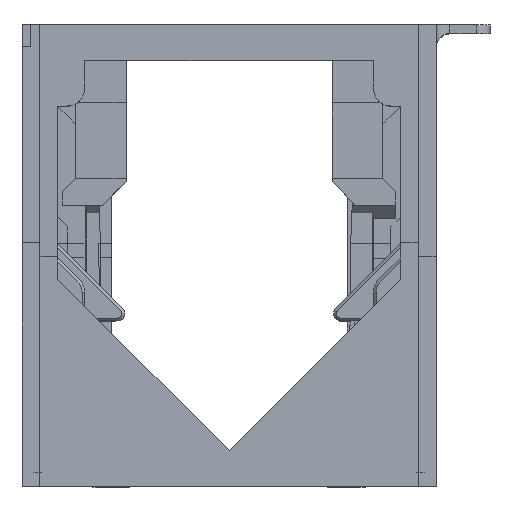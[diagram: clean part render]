
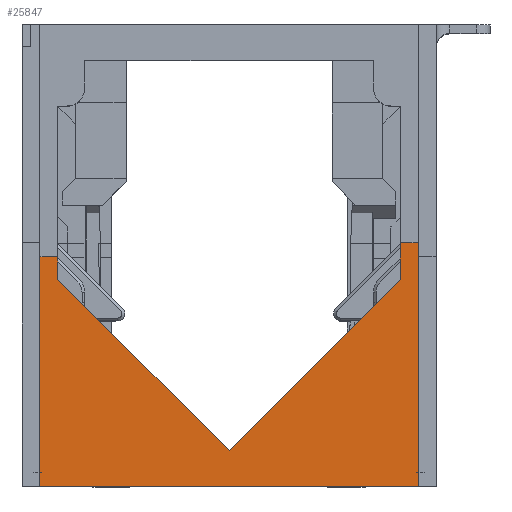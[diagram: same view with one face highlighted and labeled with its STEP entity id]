
A CAD part, top view. The second image highlights one B-rep face of the part: STEP entity #25847.
In plain terms, the highlighted planar face has unit normal (0, 0, 1).
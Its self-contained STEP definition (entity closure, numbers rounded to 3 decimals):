
#1249=FACE_OUTER_BOUND('',#2829,.T.);
#2829=EDGE_LOOP('',(#18539,#18540,#18541,#18542,#18543,#18544,#18545,#18546,
#18547));
#4744=LINE('',#38829,#7768);
#4749=LINE('',#38837,#7773);
#4750=LINE('',#38840,#7774);
#4755=LINE('',#38851,#7779);
#4757=LINE('',#38855,#7781);
#4762=LINE('',#38864,#7786);
#4763=LINE('',#38866,#7787);
#4764=LINE('',#38868,#7788);
#4765=LINE('',#38869,#7789);
#7768=VECTOR('',#30939,10.);
#7773=VECTOR('',#30946,10.);
#7774=VECTOR('',#30949,10.);
#7779=VECTOR('',#30956,10.);
#7781=VECTOR('',#30960,10.);
#7786=VECTOR('',#30967,10.);
#7787=VECTOR('',#30968,10.);
#7788=VECTOR('',#30969,10.);
#7789=VECTOR('',#30970,10.);
#11220=VERTEX_POINT('',#38826);
#11221=VERTEX_POINT('',#38828);
#11223=VERTEX_POINT('',#38835);
#11224=VERTEX_POINT('',#38839);
#11228=VERTEX_POINT('',#38848);
#11229=VERTEX_POINT('',#38850);
#11230=VERTEX_POINT('',#38854);
#11234=VERTEX_POINT('',#38865);
#11235=VERTEX_POINT('',#38867);
#13930=EDGE_CURVE('',#11221,#11220,#4744,.T.);
#13935=EDGE_CURVE('',#11223,#11220,#4749,.T.);
#13936=EDGE_CURVE('',#11224,#11221,#4750,.T.);
#13941=EDGE_CURVE('',#11229,#11228,#4755,.T.);
#13943=EDGE_CURVE('',#11224,#11230,#4757,.T.);
#13948=EDGE_CURVE('',#11223,#11229,#4762,.T.);
#13949=EDGE_CURVE('',#11228,#11234,#4763,.T.);
#13950=EDGE_CURVE('',#11234,#11235,#4764,.T.);
#13951=EDGE_CURVE('',#11230,#11235,#4765,.T.);
#18539=ORIENTED_EDGE('',*,*,#13936,.T.);
#18540=ORIENTED_EDGE('',*,*,#13930,.T.);
#18541=ORIENTED_EDGE('',*,*,#13935,.F.);
#18542=ORIENTED_EDGE('',*,*,#13948,.T.);
#18543=ORIENTED_EDGE('',*,*,#13941,.T.);
#18544=ORIENTED_EDGE('',*,*,#13949,.T.);
#18545=ORIENTED_EDGE('',*,*,#13950,.T.);
#18546=ORIENTED_EDGE('',*,*,#13951,.F.);
#18547=ORIENTED_EDGE('',*,*,#13943,.F.);
#24530=PLANE('',#27720);
#25847=ADVANCED_FACE('',(#1249),#24530,.T.);
#27720=AXIS2_PLACEMENT_3D('',#38863,#30965,#30966);
#30939=DIRECTION('',(0.,-1.,0.));
#30946=DIRECTION('',(-1.,0.,0.));
#30949=DIRECTION('',(-1.,0.,0.));
#30956=DIRECTION('',(-1.,0.,0.));
#30960=DIRECTION('',(0.,-1.,0.));
#30965=DIRECTION('center_axis',(0.,0.,
1.));
#30966=DIRECTION('ref_axis',(0.,1.,0.));
#30967=DIRECTION('',(0.,1.,0.));
#30968=DIRECTION('',(0.,-1.,0.));
#30969=DIRECTION('',(-0.707,-0.707,0.));
#30970=DIRECTION('',(0.707,-0.707,0.));
#38826=CARTESIAN_POINT('',(268.197,-16.296,486.336));
#38828=CARTESIAN_POINT('',(268.197,48.704,486.336));
#38829=CARTESIAN_POINT('',(268.197,69.821,486.336));
#38835=CARTESIAN_POINT('',(375.385,-16.296,486.336));
#38837=CARTESIAN_POINT('',(265.657,-16.296,486.336));
#38839=CARTESIAN_POINT('',(273.277,48.704,486.336));
#38840=CARTESIAN_POINT('',(347.318,48.704,486.336));
#38848=CARTESIAN_POINT('',(370.305,52.704,486.336));
#38850=CARTESIAN_POINT('',(375.385,52.704,486.336));
#38851=CARTESIAN_POINT('',(347.318,52.704,486.336));
#38854=CARTESIAN_POINT('',(273.277,42.378,486.336));
#38855=CARTESIAN_POINT('',(273.277,44.664,486.336));
#38863=CARTESIAN_POINT('Origin',(370.305,92.518,486.336));
#38864=CARTESIAN_POINT('',(375.385,69.82,486.336));
#38865=CARTESIAN_POINT('',(370.305,42.378,486.336));
#38866=CARTESIAN_POINT('',(370.305,89.473,486.336));
#38867=CARTESIAN_POINT('',(321.791,-6.136,486.336));
#38868=CARTESIAN_POINT('',(395.902,67.975,486.336));
#38869=CARTESIAN_POINT('',(247.68,67.975,486.336));
